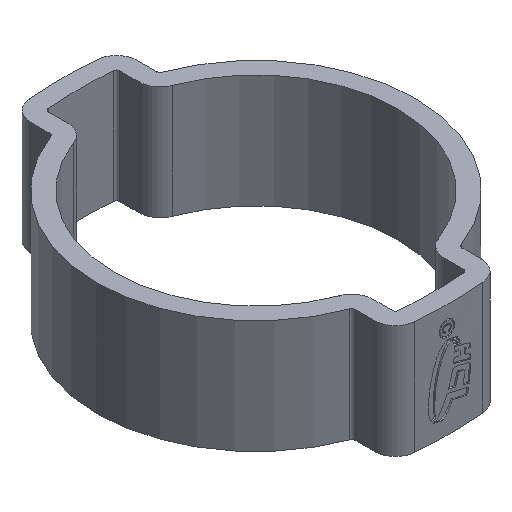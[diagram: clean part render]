
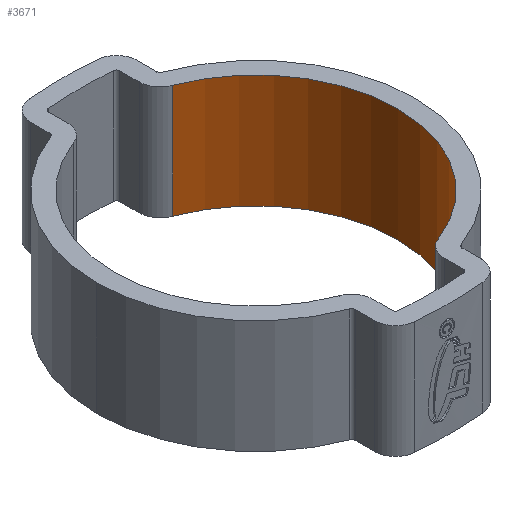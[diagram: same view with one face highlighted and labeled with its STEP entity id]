
A CAD part, isometric view. The second image highlights one B-rep face of the part: STEP entity #3671.
In plain terms, the highlighted cylindrical face has radius 8.75 mm (diameter 17.5 mm), a partial arc.
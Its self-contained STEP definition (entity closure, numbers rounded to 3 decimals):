
#75 = CARTESIAN_POINT ( 'NONE',  ( 3.047, -8.202, 3.5 ) ) ;
#82 = CARTESIAN_POINT ( 'NONE',  ( 0., 0., -3.5 ) ) ;
#224 = ORIENTED_EDGE ( 'NONE', *, *, #1497, .F. ) ;
#277 = LINE ( 'NONE', #5532, #4205 ) ;
#291 = VERTEX_POINT ( 'NONE', #2400 ) ;
#359 = AXIS2_PLACEMENT_3D ( 'NONE', #1174, #1147, #716 ) ;
#383 = DIRECTION ( 'NONE',  ( 0., 0., -1. ) ) ;
#521 = ORIENTED_EDGE ( 'NONE', *, *, #1005, .T. ) ;
#564 = DIRECTION ( 'NONE',  ( -1., 0., 0. ) ) ;
#716 = DIRECTION ( 'NONE',  ( -1., 0., 0. ) ) ;
#866 = AXIS2_PLACEMENT_3D ( 'NONE', #4750, #383, #3512 ) ;
#879 = FACE_OUTER_BOUND ( 'NONE', #4596, .T. ) ;
#910 = EDGE_CURVE ( 'NONE', #2554, #2994, #3912, .T. ) ;
#1005 = EDGE_CURVE ( 'NONE', #5453, #2554, #2856, .T. ) ;
#1116 = CARTESIAN_POINT ( 'NONE',  ( 3.047, 8.202, 3.5 ) ) ;
#1147 = DIRECTION ( 'NONE',  ( 0., 0., 1. ) ) ;
#1174 = CARTESIAN_POINT ( 'NONE',  ( 0., 0., 3.5 ) ) ;
#1441 = ORIENTED_EDGE ( 'NONE', *, *, #910, .T. ) ;
#1497 = EDGE_CURVE ( 'NONE', #291, #2994, #2043, .T. ) ;
#2043 = CIRCLE ( 'NONE', #4666, 8.75 ) ;
#2055 = DIRECTION ( 'NONE',  ( 0., 0., -1. ) ) ;
#2369 = VECTOR ( 'NONE', #5676, 1000. ) ;
#2400 = CARTESIAN_POINT ( 'NONE',  ( 3.047, -8.202, -3.5 ) ) ;
#2554 = VERTEX_POINT ( 'NONE', #1116 ) ;
#2856 = CIRCLE ( 'NONE', #359, 8.75 ) ;
#2893 = CARTESIAN_POINT ( 'NONE',  ( 3.047, 8.202, -3.5 ) ) ;
#2994 = VERTEX_POINT ( 'NONE', #2893 ) ;
#3512 = DIRECTION ( 'NONE',  ( -1., 0., 0. ) ) ;
#3564 = EDGE_CURVE ( 'NONE', #5453, #291, #277, .T. ) ;
#3581 = ORIENTED_EDGE ( 'NONE', *, *, #3564, .F. ) ;
#3642 = DIRECTION ( 'NONE',  ( 0., 0., 1. ) ) ;
#3671 = ADVANCED_FACE ( 'NONE', ( #879 ), #5262, .F. ) ;
#3912 = LINE ( 'NONE', #5158, #2369 ) ;
#4205 = VECTOR ( 'NONE', #2055, 1000. ) ;
#4596 = EDGE_LOOP ( 'NONE', ( #224, #3581, #521, #1441 ) ) ;
#4666 = AXIS2_PLACEMENT_3D ( 'NONE', #82, #3642, #564 ) ;
#4750 = CARTESIAN_POINT ( 'NONE',  ( 0., 0., 3.5 ) ) ;
#5158 = CARTESIAN_POINT ( 'NONE',  ( 3.047, 8.202, 3.5 ) ) ;
#5262 = CYLINDRICAL_SURFACE ( 'NONE', #866, 8.75 ) ;
#5453 = VERTEX_POINT ( 'NONE', #75 ) ;
#5532 = CARTESIAN_POINT ( 'NONE',  ( 3.047, -8.202, 3.5 ) ) ;
#5676 = DIRECTION ( 'NONE',  ( 0., 0., -1. ) ) ;
